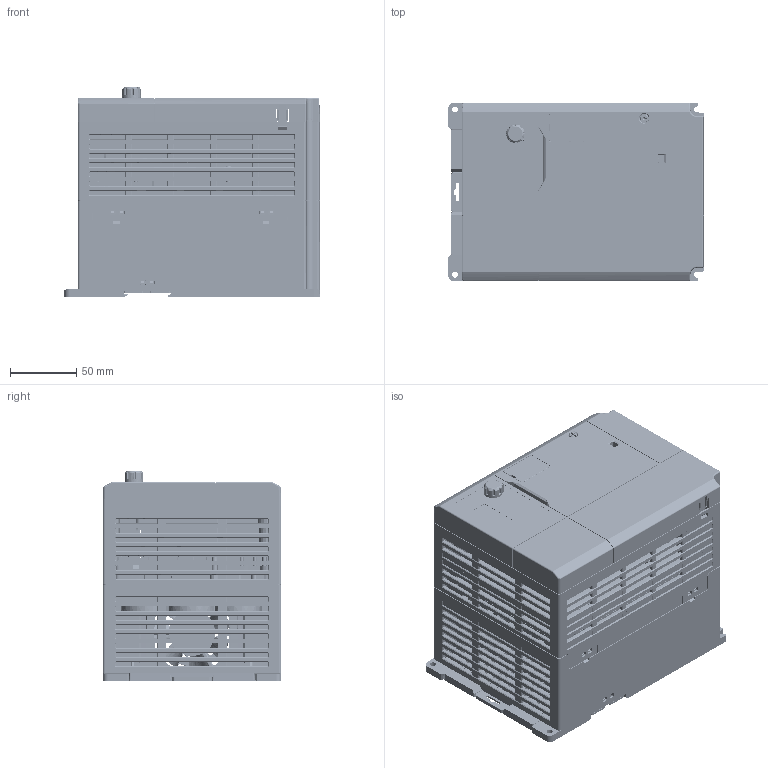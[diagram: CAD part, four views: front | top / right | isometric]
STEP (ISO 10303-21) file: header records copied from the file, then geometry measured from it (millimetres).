
FILE_DESCRIPTION(/* description */ (''),/* implementation_level */ '2;1');
FILE_NAME(/* name */ 'FILE_STP_CAD_DRAWING_3d_VLG30040A480_prt.stp',/* time_stamp */ '2024-12-06T19:50:46+01:00',/* author */ (''),/* organization */ (''),/* preprocessor_version */ 'ST-DEVELOPER v16.7',/* originating_system */ 'SIEMENS PLM Software NX 12.0',/* authorisation */ '');
FILE_SCHEMA (('AUTOMOTIVE_DESIGN { 1 0 10303 214 3 1 1 1 }'));
Products named in the file (1): 3d_VLG30040A480
Bounding box: 193 x 135 x 158.8 mm (x, y, z)
Surface area: 477289.5 mm2 (no closed solid volume)
Topology: 0 solids, 173 shells, 5103 faces, 20205 edges, 14894 vertices
Faces by surface type: plane 2479, cone 1025, cylinder 825, torus 455, bspline 284, sphere 33, extrusion 2
Entity records: 234123 total; most frequent: CARTESIAN_POINT 65790, DIRECTION 34855, ORIENTED_EDGE 31783, EDGE_CURVE 20170, VERTEX_POINT 14893, VECTOR 12115, LINE 12113, AXIS2_PLACEMENT_3D 11370
